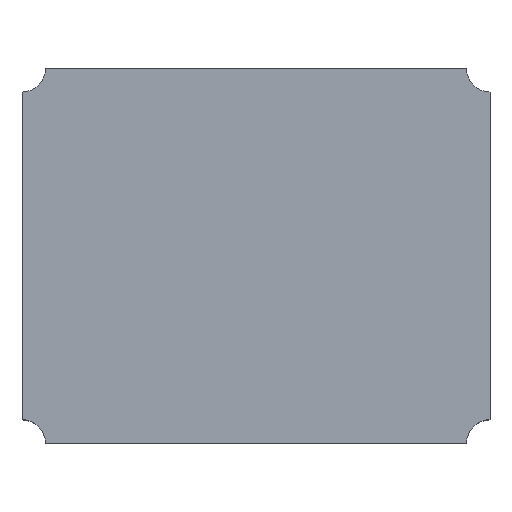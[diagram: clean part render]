
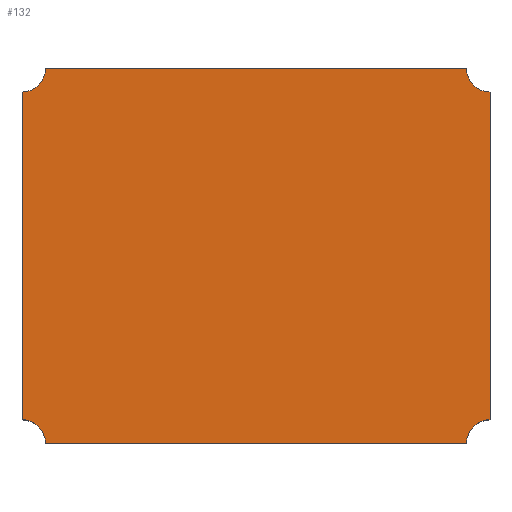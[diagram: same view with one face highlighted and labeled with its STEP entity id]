
A CAD part, top view. The second image highlights one B-rep face of the part: STEP entity #132.
In plain terms, the highlighted planar face has unit normal (0, 0, 1).
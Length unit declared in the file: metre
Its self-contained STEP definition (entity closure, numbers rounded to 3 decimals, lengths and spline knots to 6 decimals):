
#132 = ADVANCED_FACE( '', ( #358 ), #359, .F. );
#162 = EDGE_CURVE( '', #411, #412, #413, .T. );
#188 = EDGE_CURVE( '', #452, #412, #453, .T. );
#220 = EDGE_CURVE( '', #498, #398, #499, .T. );
#260 = EDGE_CURVE( '', #507, #552, #553, .T. );
#284 = EDGE_CURVE( '', #498, #395, #580, .T. );
#308 = EDGE_CURVE( '', #507, #398, #606, .T. );
#312 = EDGE_CURVE( '', #411, #395, #615, .T. );
#328 = EDGE_CURVE( '', #452, #552, #631, .T. );
#358 = FACE_OUTER_BOUND( '', #656, .T. );
#359 = PLANE( '', #657 );
#395 = VERTEX_POINT( '', #710 );
#398 = VERTEX_POINT( '', #715 );
#411 = VERTEX_POINT( '', #734 );
#412 = VERTEX_POINT( '', #735 );
#413 = LINE( '', #736, #737 );
#452 = VERTEX_POINT( '', #797 );
#453 = CIRCLE( '', #798, 0.0001 );
#498 = VERTEX_POINT( '', #853 );
#499 = CIRCLE( '', #854, 0.0001 );
#507 = VERTEX_POINT( '', #865 );
#552 = VERTEX_POINT( '', #928 );
#553 = CIRCLE( '', #929, 0.0001 );
#580 = LINE( '', #972, #973 );
#606 = LINE( '', #1017, #1018 );
#615 = CIRCLE( '', #1028, 0.0001 );
#631 = LINE( '', #1059, #1060 );
#656 = EDGE_LOOP( '', ( #1068, #1069, #1070, #1071, #1072, #1073, #1074, #1075 ) );
#657 = AXIS2_PLACEMENT_3D( '', #1076, #1077, #1078 );
#710 = CARTESIAN_POINT( '', ( -0.0009, 0.000803, 0.000719 ) );
#715 = CARTESIAN_POINT( '', ( 0.001, 0.000703, 0.000719 ) );
#734 = CARTESIAN_POINT( '', ( -0.001, 0.000703, 0.000719 ) );
#735 = CARTESIAN_POINT( '', ( -0.001, -0.000697, 0.000719 ) );
#736 = CARTESIAN_POINT( '', ( -0.001, -0.000797, 0.000719 ) );
#737 = VECTOR( '', #1107, 1. );
#797 = CARTESIAN_POINT( '', ( -0.0009, -0.000797, 0.000719 ) );
#798 = AXIS2_PLACEMENT_3D( '', #1134, #1135, #1136 );
#853 = CARTESIAN_POINT( '', ( 0.0009, 0.000803, 0.000719 ) );
#854 = AXIS2_PLACEMENT_3D( '', #1224, #1225, #1226 );
#865 = CARTESIAN_POINT( '', ( 0.001, -0.000697, 0.000719 ) );
#928 = CARTESIAN_POINT( '', ( 0.0009, -0.000797, 0.000719 ) );
#929 = AXIS2_PLACEMENT_3D( '', #1309, #1310, #1311 );
#972 = CARTESIAN_POINT( '', ( -0.001, 0.000803, 0.000719 ) );
#973 = VECTOR( '', #1346, 1. );
#1017 = CARTESIAN_POINT( '', ( 0.001, -0.000797, 0.000719 ) );
#1018 = VECTOR( '', #1374, 1. );
#1028 = AXIS2_PLACEMENT_3D( '', #1403, #1404, #1405 );
#1059 = CARTESIAN_POINT( '', ( -0.001, -0.000797, 0.000719 ) );
#1060 = VECTOR( '', #1413, 1. );
#1068 = ORIENTED_EDGE( '', *, *, #284, .T. );
#1069 = ORIENTED_EDGE( '', *, *, #312, .F. );
#1070 = ORIENTED_EDGE( '', *, *, #162, .T. );
#1071 = ORIENTED_EDGE( '', *, *, #188, .F. );
#1072 = ORIENTED_EDGE( '', *, *, #328, .T. );
#1073 = ORIENTED_EDGE( '', *, *, #260, .F. );
#1074 = ORIENTED_EDGE( '', *, *, #308, .T. );
#1075 = ORIENTED_EDGE( '', *, *, #220, .F. );
#1076 = CARTESIAN_POINT( '', ( 0., 0.000003, 0.000719 ) );
#1077 = DIRECTION( '', ( 0., 0., -1. ) );
#1078 = DIRECTION( '', ( 0., -1., 0. ) );
#1107 = DIRECTION( '', ( 0., -1., 0. ) );
#1134 = CARTESIAN_POINT( '', ( -0.001, -0.000797, 0.000719 ) );
#1135 = DIRECTION( '', ( 0., 0., 1. ) );
#1136 = DIRECTION( '', ( 0., -1., 0. ) );
#1224 = CARTESIAN_POINT( '', ( 0.001, 0.000803, 0.000719 ) );
#1225 = DIRECTION( '', ( 0., 0., 1. ) );
#1226 = DIRECTION( '', ( 0., -1., 0. ) );
#1309 = CARTESIAN_POINT( '', ( 0.001, -0.000797, 0.000719 ) );
#1310 = DIRECTION( '', ( 0., 0., 1. ) );
#1311 = DIRECTION( '', ( 0., -1., 0. ) );
#1346 = DIRECTION( '', ( -1., 0., 0. ) );
#1374 = DIRECTION( '', ( 0., 1., 0. ) );
#1403 = CARTESIAN_POINT( '', ( -0.001, 0.000803, 0.000719 ) );
#1404 = DIRECTION( '', ( 0., 0., 1. ) );
#1405 = DIRECTION( '', ( 0., -1., 0. ) );
#1413 = DIRECTION( '', ( 1., 0., 0. ) );
